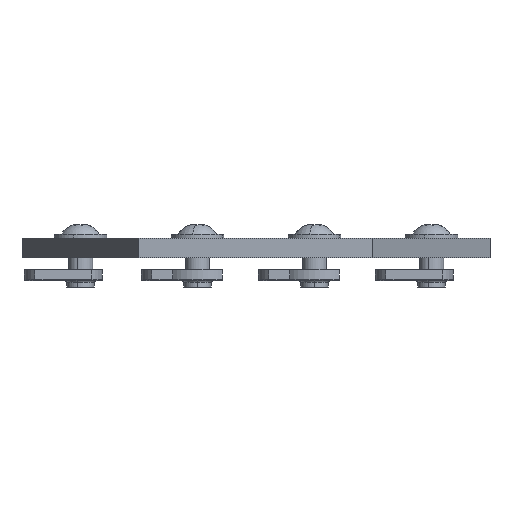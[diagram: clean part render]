
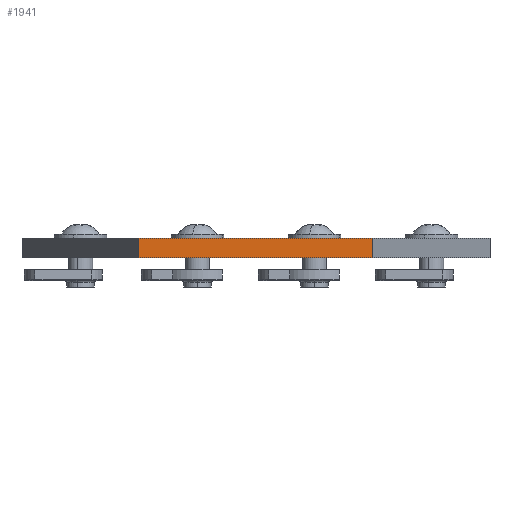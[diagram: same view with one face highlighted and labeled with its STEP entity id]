
A CAD part, left-side view. The second image highlights one B-rep face of the part: STEP entity #1941.
In plain terms, the highlighted planar face has unit normal (-1, 0, 0).
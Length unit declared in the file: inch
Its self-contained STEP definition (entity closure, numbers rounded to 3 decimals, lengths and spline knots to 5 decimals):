
#13 = VERTEX_POINT ( 'NONE', #2375 ) ;
#32 = EDGE_CURVE ( 'NONE', #1858, #2233, #2589, .T. ) ;
#1751 = EDGE_CURVE ( 'NONE', #1854, #13, #2926, .T. ) ;
#1824 = ORIENTED_EDGE ( 'NONE', *, *, #1751, .T. ) ;
#1847 = EDGE_CURVE ( 'NONE', #1854, #1858, #2333, .T. ) ;
#1853 = ORIENTED_EDGE ( 'NONE', *, *, #1847, .F. ) ;
#1854 = VERTEX_POINT ( 'NONE', #2355 ) ;
#1858 = VERTEX_POINT ( 'NONE', #2406 ) ;
#1904 = EDGE_LOOP ( 'NONE', ( #2026, #2162, #1853, #1824 ) ) ;
#1941 = ADVANCED_FACE ( 'NONE', ( #2964 ), #2965, .F. ) ;
#1950 = EDGE_CURVE ( 'NONE', #13, #2233, #3034, .T. ) ;
#2026 = ORIENTED_EDGE ( 'NONE', *, *, #1950, .T. ) ;
#2162 = ORIENTED_EDGE ( 'NONE', *, *, #32, .F. ) ;
#2233 = VERTEX_POINT ( 'NONE', #2382 ) ;
#2333 = LINE ( 'NONE', #2334, #2335 ) ;
#2334 = CARTESIAN_POINT ( 'NONE',  ( 0., 4.5, 0.25 ) ) ;
#2335 = VECTOR ( 'NONE', #2336, 39.37008 ) ;
#2336 = DIRECTION ( 'NONE',  ( 0., -1., 0. ) ) ;
#2355 = CARTESIAN_POINT ( 'NONE',  ( 0., 4.5, 0.25 ) ) ;
#2375 = CARTESIAN_POINT ( 'NONE',  ( 0., 4.5, 0. ) ) ;
#2382 = CARTESIAN_POINT ( 'NONE',  ( 0., 1.5, 0. ) ) ;
#2406 = CARTESIAN_POINT ( 'NONE',  ( 0., 1.5, 0.25 ) ) ;
#2589 = LINE ( 'NONE', #2591, #2592 ) ;
#2591 = CARTESIAN_POINT ( 'NONE',  ( 0., 1.5, 0.25 ) ) ;
#2592 = VECTOR ( 'NONE', #2593, 39.37008 ) ;
#2593 = DIRECTION ( 'NONE',  ( 0., 0., -1. ) ) ;
#2926 = LINE ( 'NONE', #2927, #2928 ) ;
#2927 = CARTESIAN_POINT ( 'NONE',  ( 0., 4.5, 0.25 ) ) ;
#2928 = VECTOR ( 'NONE', #2929, 39.37008 ) ;
#2929 = DIRECTION ( 'NONE',  ( 0., 0., -1. ) ) ;
#2964 = FACE_OUTER_BOUND ( 'NONE', #1904, .T. ) ;
#2965 = PLANE ( 'NONE',  #2966 ) ;
#2966 = AXIS2_PLACEMENT_3D ( 'NONE', #2967, #2968, #2969 ) ;
#2967 = CARTESIAN_POINT ( 'NONE',  ( 0., 4.5, 0.25 ) ) ;
#2968 = DIRECTION ( 'NONE',  ( 1., 0., 0. ) ) ;
#2969 = DIRECTION ( 'NONE',  ( 0., 1., 0. ) ) ;
#3034 = LINE ( 'NONE', #3035, #3036 ) ;
#3035 = CARTESIAN_POINT ( 'NONE',  ( 0., 4.5, 0. ) ) ;
#3036 = VECTOR ( 'NONE', #3037, 39.37008 ) ;
#3037 = DIRECTION ( 'NONE',  ( 0., -1., 0. ) ) ;
